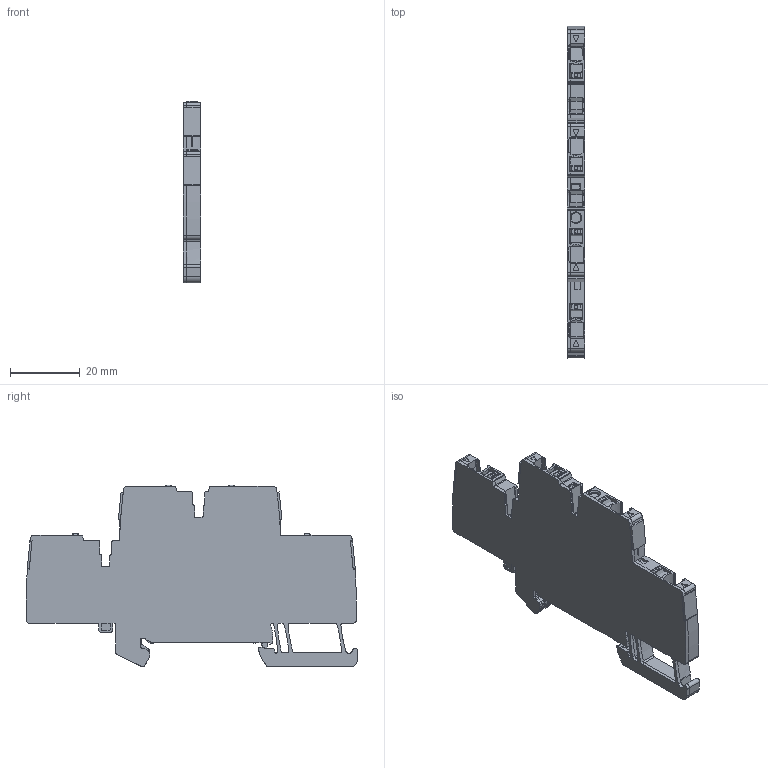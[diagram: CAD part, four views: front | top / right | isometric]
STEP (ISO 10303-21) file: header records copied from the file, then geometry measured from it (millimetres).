
FILE_DESCRIPTION(('CATIA V5 STEP Exchange','CAx-IF Rec.Pracs.--- Model Styling and Organization---1.5--- 2016-08-15','CAx-IF Rec.Pracs.---Supplemental Geometry---1.0---2011-11-01','CAx-IF Rec.Pracs.--- Composite Materials ---1.1---2010-07-15'),'2;1');
FILE_NAME ('1482437-3_1', '2025-09-22T05:34:38+00:00', ('none'), ('Weidmueller'), 'CATIA Version 5-6 Release 2024 SP4', 'CATIA V5 STEP AP214 v3', 'none');
FILE_SCHEMA(('AUTOMOTIVE_DESIGN { 1 0 10303 214 1 1 1 1 }'));
Length unit declared in the file: millimetre
Products named in the file (1): 2902520000
Bounding box: 5.1 x 94.93 x 52 mm (x, y, z)
Volume: 16624.8 mm3; surface area: 17144.5 mm2
Topology: 13 solids, 14 shells, 1282 faces, 3570 edges, 2329 vertices
Faces by surface type: plane 604, cylinder 567, bspline 49, torus 34, cone 15, extrusion 8, sphere 5
Entity records: 43941 total; most frequent: CARTESIAN_POINT 12635, ORIENTED_EDGE 7132, DIRECTION 5332, EDGE_CURVE 3566, VERTEX_POINT 2329, VECTOR 2245, LINE 2237, AXIS2_PLACEMENT_3D 2016
